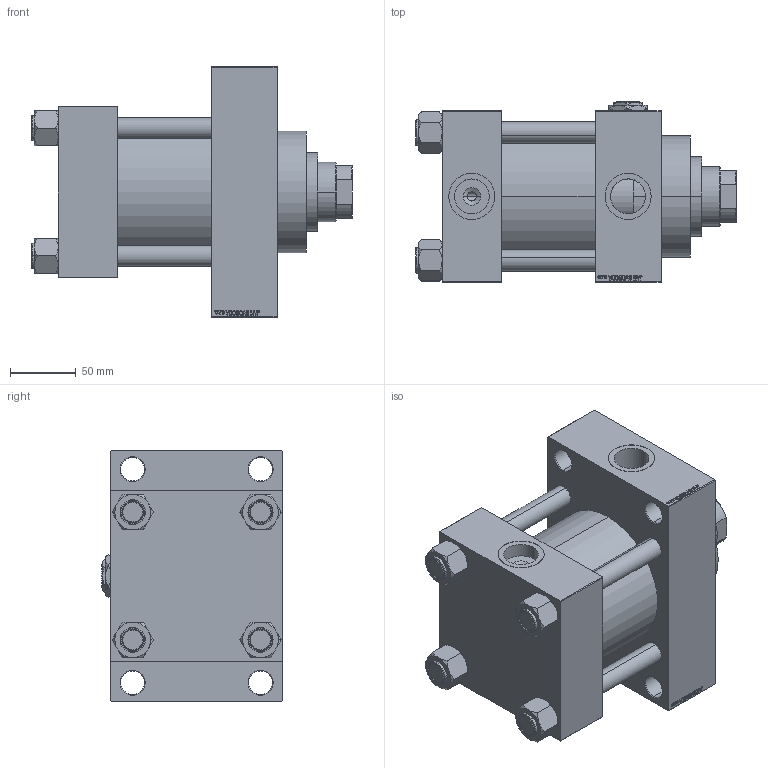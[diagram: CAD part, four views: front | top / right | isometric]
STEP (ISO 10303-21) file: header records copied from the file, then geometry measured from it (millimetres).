
FILE_DESCRIPTION (( 'STEP AP203' ), '1' );
FILE_NAME ('88ae.STEP', '2025-01-04T17:05:46', ( '' ), ( '' ), 'SwSTEP 2.0', 'SolidWorks 2019', '' );
FILE_SCHEMA (( 'CONFIG_CONTROL_DESIGN' ));
Length unit declared in the file: millimetre
Products named in the file (7): V215CR_VCP_D 18f61e0ddc2e3cd03f4d569ef30b2107; V215CR_D_Body 18f61e0ddc2e3cd03f4d569ef30b2107; NUT_M5_D 18f61e0ddc2e3cd03f4d569ef30b2107; V215CR_D_TYCINKA 18f61e0ddc2e3cd03f4d569ef30b2107; V215_VC_A 18f61e0ddc2e3cd03f4d569ef30b2107; Zatka_pro_OIL_PORT 18f61e0ddc2e3cd03f4d569ef30b2107; 88ae
Assembly tree (12 placements, depth 2):
  88ae
    V215CR_D_Body 18f61e0ddc2e3cd03f4d569ef30b2107
    V215CR_VCP_D 18f61e0ddc2e3cd03f4d569ef30b2107
    NUT_M5_D 18f61e0ddc2e3cd03f4d569ef30b2107  x4
    V215CR_D_TYCINKA 18f61e0ddc2e3cd03f4d569ef30b2107  x4
    V215_VC_A 18f61e0ddc2e3cd03f4d569ef30b2107
    Zatka_pro_OIL_PORT 18f61e0ddc2e3cd03f4d569ef30b2107
Bounding box: 243 x 137 x 190 mm (x, y, z)
Volume: 2580227.5 mm3; surface area: 357844.1 mm2
Topology: 12 solids, 12 shells, 1199 faces, 3017 edges, 1955 vertices
Faces by surface type: plane 569, bspline 368, cone 162, cylinder 92, torus 8
Entity records: 49462 total; most frequent: CARTESIAN_POINT 25813, ORIENTED_EDGE 5298, DIRECTION 3471, EDGE_CURVE 2649, VERTEX_POINT 1733, VECTOR 1561, LINE 1561, EDGE_LOOP 1178
